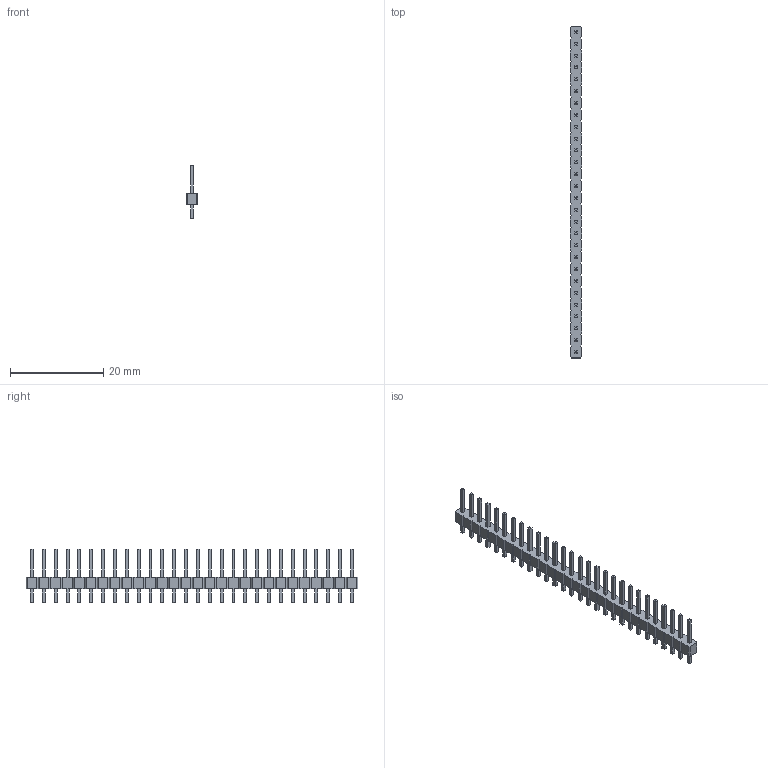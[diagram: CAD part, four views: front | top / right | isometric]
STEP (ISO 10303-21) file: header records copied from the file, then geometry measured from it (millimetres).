
FILE_DESCRIPTION(/* description */ ('model of PinHeader_1x28_P2.54mm_Vertical'),/* implementation_level */ '2;1');
FILE_NAME(/* name */ 'PinHeader_1x28_P2.54mm_Vertical.step',/* time_stamp */ '2017-12-09T23:55:09',/* author */ ('kicad StepUp','ksu'),/* organization */ ('FreeCAD'),/* preprocessor_version */ 'OCC',/* originating_system */ 'kicad StepUp',/* authorisation */ '');
FILE_SCHEMA(('AUTOMOTIVE_DESIGN { 1 0 10303 214 1 1 1 1 }'));
Length unit declared in the file: millimetre
Products named in the file (1): PinHeader_1x28_P254mm_Vertical
Bounding box: 2.54 x 71.12 x 11.54 mm (x, y, z)
Volume: 551.4 mm3; surface area: 1384.9 mm2
Topology: 1 solids, 1 shells, 676 faces, 1630 edges, 1012 vertices
Faces by surface type: plane 676
Entity records: 12657 total; most frequent: ORIENTED_EDGE 2530, CARTESIAN_POINT 1939, EDGE_CURVE 1630, LINE 1518, VERTEX_POINT 1012, FACE_BOUND 732, EDGE_LOOP 732, ADVANCED_FACE 676
